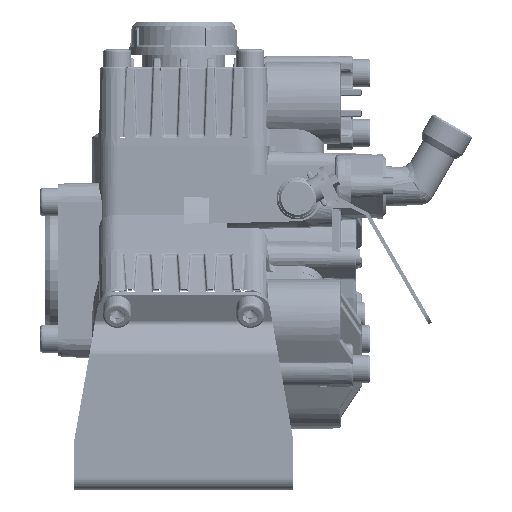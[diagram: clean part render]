
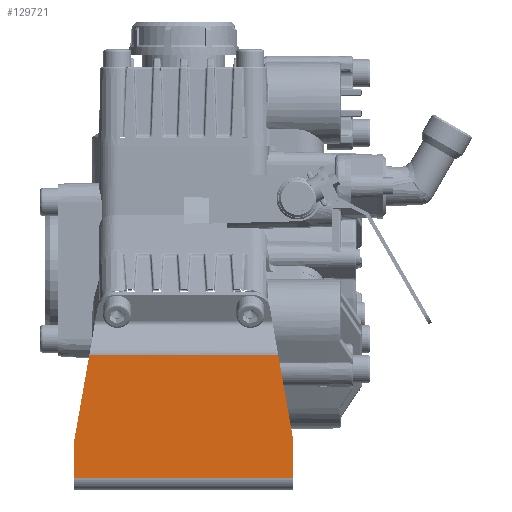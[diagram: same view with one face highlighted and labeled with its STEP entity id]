
A CAD part, left-side view. The second image highlights one B-rep face of the part: STEP entity #129721.
In plain terms, the highlighted planar face has unit normal (1, 0, 0).
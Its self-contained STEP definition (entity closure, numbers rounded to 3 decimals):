
#10373 = VERTEX_POINT ( 'NONE', #233661 ) ;
#15513 = DIRECTION ( 'NONE',  ( 0., -0.174, 0.985 ) ) ;
#17997 = CARTESIAN_POINT ( 'NONE',  ( -130.423, -62.5, -118.323 ) ) ;
#25535 = ORIENTED_EDGE ( 'NONE', *, *, #182020, .T. ) ;
#39988 = VERTEX_POINT ( 'NONE', #17997 ) ;
#41779 = DIRECTION ( 'NONE',  ( 0., 1., 0. ) ) ;
#54868 = VECTOR ( 'NONE', #361762, 1000. ) ;
#60835 = CARTESIAN_POINT ( 'NONE',  ( -130.423, 62.5, -118.323 ) ) ;
#72318 = CARTESIAN_POINT ( 'NONE',  ( -130.423, -62.5, -118.323 ) ) ;
#77277 = EDGE_CURVE ( 'NONE', #154448, #195632, #239263, .T. ) ;
#89295 = VERTEX_POINT ( 'NONE', #125593 ) ;
#99447 = ORIENTED_EDGE ( 'NONE', *, *, #332031, .T. ) ;
#104305 = DIRECTION ( 'NONE',  ( 1., 0., 0. ) ) ;
#120371 = VERTEX_POINT ( 'NONE', #60835 ) ;
#125593 = CARTESIAN_POINT ( 'NONE',  ( -130.423, -62.5, -97.17 ) ) ;
#129721 = ADVANCED_FACE ( 'NONE', ( #258936 ), #271531, .T. ) ;
#137717 = VECTOR ( 'NONE', #220370, 1000. ) ;
#137733 = LINE ( 'NONE', #355120, #190145 ) ;
#154448 = VERTEX_POINT ( 'NONE', #300180 ) ;
#160320 = VECTOR ( 'NONE', #239423, 1000. ) ;
#161079 = EDGE_CURVE ( 'NONE', #195632, #10373, #312819, .T. ) ;
#168707 = VECTOR ( 'NONE', #41779, 1000. ) ;
#182020 = EDGE_CURVE ( 'NONE', #89295, #39988, #338420, .T. ) ;
#183398 = CARTESIAN_POINT ( 'NONE',  ( -130.423, 53.904, -48.421 ) ) ;
#190145 = VECTOR ( 'NONE', #239245, 1000. ) ;
#195213 = EDGE_LOOP ( 'NONE', ( #300048, #323546, #99447, #25535, #285652, #272800 ) ) ;
#195617 = EDGE_CURVE ( 'NONE', #39988, #120371, #212527, .T. ) ;
#195632 = VERTEX_POINT ( 'NONE', #183398 ) ;
#200441 = AXIS2_PLACEMENT_3D ( 'NONE', #214167, #104305, #244674 ) ;
#212527 = LINE ( 'NONE', #72318, #168707 ) ;
#214167 = CARTESIAN_POINT ( 'NONE',  ( -130.423, -62.5, -118.323 ) ) ;
#220370 = DIRECTION ( 'NONE',  ( 0., 0., -1. ) ) ;
#233661 = CARTESIAN_POINT ( 'NONE',  ( -130.423, -53.904, -48.421 ) ) ;
#234579 = LINE ( 'NONE', #350565, #160320 ) ;
#239245 = DIRECTION ( 'NONE',  ( 0., 0., 1. ) ) ;
#239263 = LINE ( 'NONE', #322092, #291755 ) ;
#239423 = DIRECTION ( 'NONE',  ( 0., -0.174, -0.985 ) ) ;
#244674 = DIRECTION ( 'NONE',  ( 0., 1., 0. ) ) ;
#258936 = FACE_OUTER_BOUND ( 'NONE', #195213, .T. ) ;
#271531 = PLANE ( 'NONE',  #200441 ) ;
#272800 = ORIENTED_EDGE ( 'NONE', *, *, #353205, .T. ) ;
#285652 = ORIENTED_EDGE ( 'NONE', *, *, #195617, .T. ) ;
#291755 = VECTOR ( 'NONE', #15513, 1000. ) ;
#300048 = ORIENTED_EDGE ( 'NONE', *, *, #77277, .T. ) ;
#300180 = CARTESIAN_POINT ( 'NONE',  ( -130.423, 62.5, -97.17 ) ) ;
#308038 = CARTESIAN_POINT ( 'NONE',  ( -130.423, -62.5, -48.421 ) ) ;
#312819 = LINE ( 'NONE', #308038, #54868 ) ;
#322092 = CARTESIAN_POINT ( 'NONE',  ( -130.423, 62.5, -97.17 ) ) ;
#323546 = ORIENTED_EDGE ( 'NONE', *, *, #161079, .T. ) ;
#332031 = EDGE_CURVE ( 'NONE', #10373, #89295, #234579, .T. ) ;
#338420 = LINE ( 'NONE', #359527, #137717 ) ;
#350565 = CARTESIAN_POINT ( 'NONE',  ( -130.423, -53.904, -48.421 ) ) ;
#353205 = EDGE_CURVE ( 'NONE', #120371, #154448, #137733, .T. ) ;
#355120 = CARTESIAN_POINT ( 'NONE',  ( -130.423, 62.5, -118.323 ) ) ;
#359527 = CARTESIAN_POINT ( 'NONE',  ( -130.423, -62.5, -118.323 ) ) ;
#361762 = DIRECTION ( 'NONE',  ( 0., -1., 0. ) ) ;
